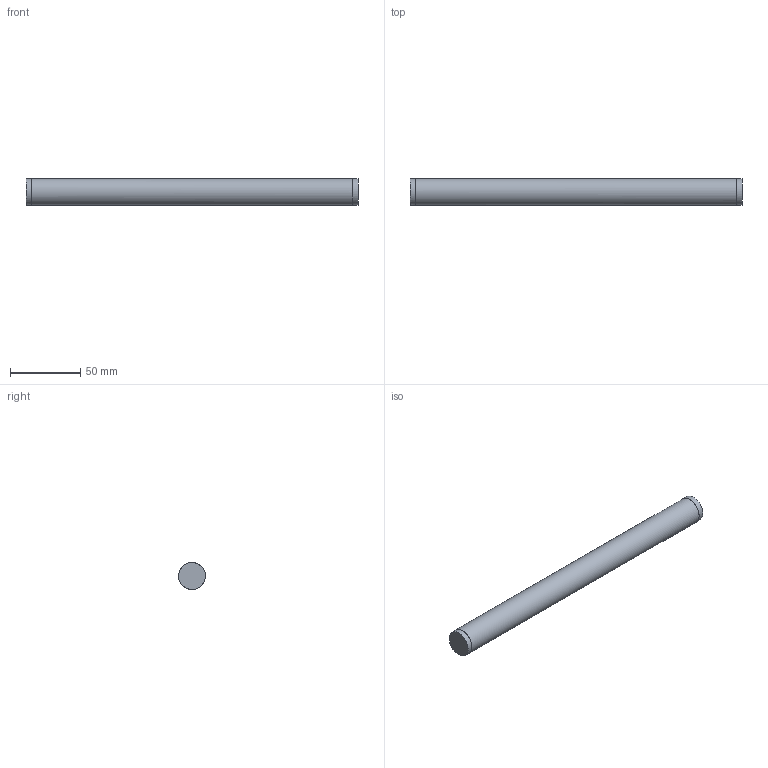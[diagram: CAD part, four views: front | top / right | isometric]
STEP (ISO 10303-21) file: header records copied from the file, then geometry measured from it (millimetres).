
FILE_DESCRIPTION(/* description */ (''),/* implementation_level */ '2;1');
FILE_NAME(/* name */ 'LA00014.stp',/* time_stamp */ '2018-03-05T15:26:49-05:00',/* author */ ('James'),/* organization */ (''),/* preprocessor_version */ 'ST-DEVELOPER v16.5',/* originating_system */ 'Autodesk Inventor 2017',/* authorisation */ '');
FILE_SCHEMA (('AUTOMOTIVE_DESIGN { 1 0 10303 214 3 1 1 }'));
Length unit declared in the file: inch
Products named in the file (1): LA00014
Bounding box: 236.22 x 19.05 x 19.05 mm (x, y, z)
Volume: 22258.7 mm3; surface area: 26023.8 mm2
Topology: 1 solids, 2 shells, 10 faces, 13 edges, 9 vertices
Faces by surface type: plane 6, cylinder 4
Full cylindrical faces by diameter (mm): 16.561 x1, 19.05 x3
Entity records: 238 total; most frequent: DIRECTION 38, CARTESIAN_POINT 27, AXIS2_PLACEMENT_3D 19, EDGE_LOOP 16, ORIENTED_EDGE 16, STYLED_ITEM 11, FACE_OUTER_BOUND 10, ADVANCED_FACE 10
